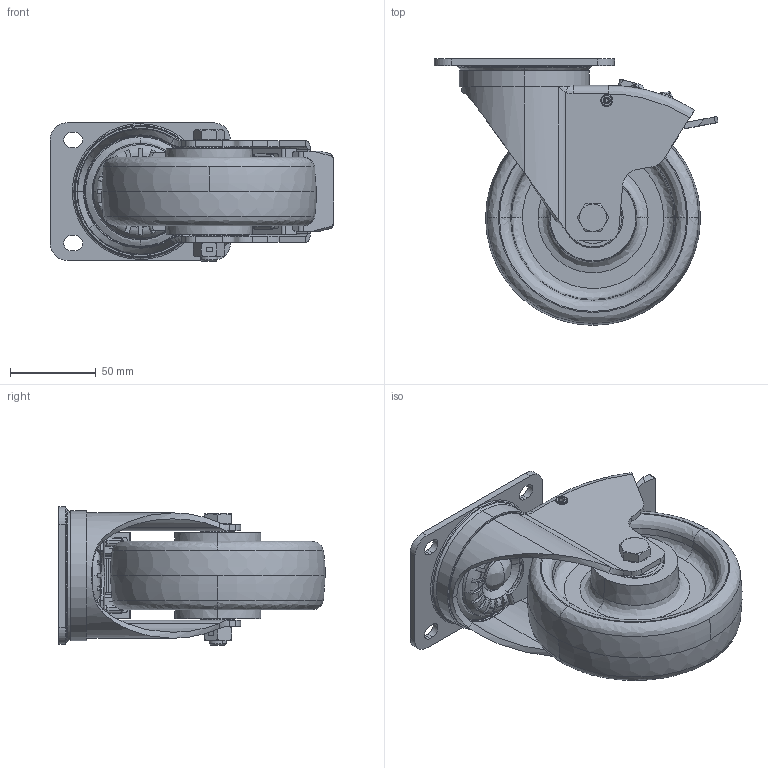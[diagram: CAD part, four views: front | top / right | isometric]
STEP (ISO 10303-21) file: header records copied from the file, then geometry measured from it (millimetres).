
FILE_DESCRIPTION (( 'STEP AP214' ), '1' );
FILE_NAME ('0033434BL_L-IM-PAM-125-K-3-DSN-EC.STEP', '2016-09-05T10:20:04', ( '' ), ( '' ), 'SwSTEP 2.0', 'SolidWorks 2016', '' );
FILE_SCHEMA (( 'AUTOMOTIVE_DESIGN' ));
Length unit declared in the file: millimetre
Products named in the file (1): 0033434BL_L-IM-PAM-125-K-3-DSN-EC
Bounding box: 165.19 x 155 x 80.5 mm (x, y, z)
Volume: 474947.9 mm3; surface area: 174386.6 mm2
Topology: 25 solids, 25 shells, 1223 faces, 3090 edges, 1956 vertices
Faces by surface type: plane 588, cylinder 314, bspline 175, cone 92, torus 54
Entity records: 61408 total; most frequent: CARTESIAN_POINT 18871, ORIENTED_EDGE 6166, DIRECTION 5852, EDGE_CURVE 3083, AXIS2_PLACEMENT_3D 2108, VERTEX_POINT 1956, VECTOR 1636, LINE 1636
